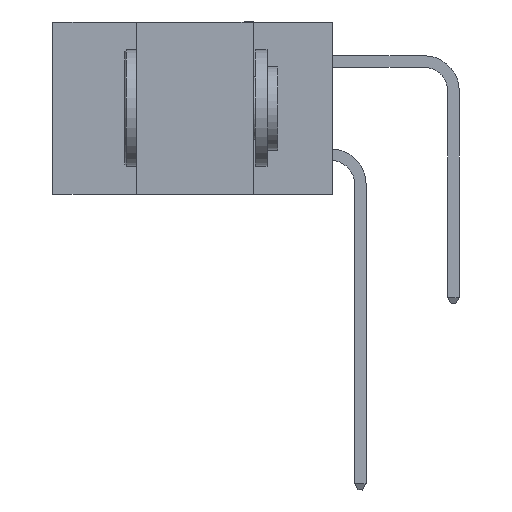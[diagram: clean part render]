
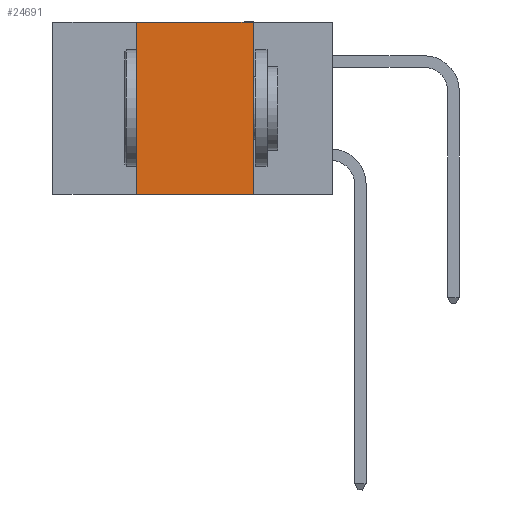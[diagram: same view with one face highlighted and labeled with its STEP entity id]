
A CAD part, left-side view. The second image highlights one B-rep face of the part: STEP entity #24691.
In plain terms, the highlighted planar face has unit normal (-1, 0, 0).
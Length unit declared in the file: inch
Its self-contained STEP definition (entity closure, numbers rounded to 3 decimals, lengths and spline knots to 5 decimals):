
#1165 = VERTEX_POINT ( 'NONE', #15524 ) ;
#1336 = DIRECTION ( 'NONE',  ( 0., 0., -1. ) ) ;
#1522 = ORIENTED_EDGE ( 'NONE', *, *, #2273, .F. ) ;
#1715 = CARTESIAN_POINT ( 'NONE',  ( 0., 0.17, -0.37 ) ) ;
#2273 = EDGE_CURVE ( 'NONE', #4754, #10137, #23815, .T. ) ;
#3456 = ORIENTED_EDGE ( 'NONE', *, *, #13976, .F. ) ;
#4730 = VERTEX_POINT ( 'NONE', #6688 ) ;
#4754 = VERTEX_POINT ( 'NONE', #20494 ) ;
#5295 = CARTESIAN_POINT ( 'NONE',  ( 0., 0.6, 0. ) ) ;
#6256 = LINE ( 'NONE', #22255, #10281 ) ;
#6467 = VECTOR ( 'NONE', #13170, 39.37008 ) ;
#6688 = CARTESIAN_POINT ( 'NONE',  ( 0., 0.42, 0. ) ) ;
#9363 = DIRECTION ( 'NONE',  ( 0., -1., 0. ) ) ;
#9417 = CARTESIAN_POINT ( 'NONE',  ( 0., 0.17, 0. ) ) ;
#10047 = FACE_OUTER_BOUND ( 'NONE', #13278, .T. ) ;
#10137 = VERTEX_POINT ( 'NONE', #1715 ) ;
#10281 = VECTOR ( 'NONE', #17633, 39.37008 ) ;
#12034 = EDGE_CURVE ( 'NONE', #1165, #4730, #6256, .T. ) ;
#12433 = ORIENTED_EDGE ( 'NONE', *, *, #12034, .F. ) ;
#13166 = DIRECTION ( 'NONE',  ( 1., 0., 0. ) ) ;
#13170 = DIRECTION ( 'NONE',  ( 0., -1., 0. ) ) ;
#13261 = CARTESIAN_POINT ( 'NONE',  ( 0., 0.6, -0.37 ) ) ;
#13278 = EDGE_LOOP ( 'NONE', ( #1522, #3456, #12433, #25061 ) ) ;
#13293 = VECTOR ( 'NONE', #15132, 39.37008 ) ;
#13976 = EDGE_CURVE ( 'NONE', #4730, #4754, #22289, .T. ) ;
#15132 = DIRECTION ( 'NONE',  ( 0., 0., -1. ) ) ;
#15524 = CARTESIAN_POINT ( 'NONE',  ( 0., 0.42, -0.37 ) ) ;
#15990 = EDGE_CURVE ( 'NONE', #1165, #10137, #18180, .T. ) ;
#17038 = PLANE ( 'NONE',  #19005 ) ;
#17525 = VECTOR ( 'NONE', #9363, 39.37008 ) ;
#17633 = DIRECTION ( 'NONE',  ( 0., 0., 1. ) ) ;
#18180 = LINE ( 'NONE', #13261, #17525 ) ;
#19005 = AXIS2_PLACEMENT_3D ( 'NONE', #24937, #13166, #1336 ) ;
#20494 = CARTESIAN_POINT ( 'NONE',  ( 0., 0.17, 0. ) ) ;
#22255 = CARTESIAN_POINT ( 'NONE',  ( 0., 0.42, 0. ) ) ;
#22289 = LINE ( 'NONE', #5295, #6467 ) ;
#23815 = LINE ( 'NONE', #9417, #13293 ) ;
#24691 = ADVANCED_FACE ( 'NONE', ( #10047 ), #17038, .F. ) ;
#24937 = CARTESIAN_POINT ( 'NONE',  ( 0., 0.6, 0. ) ) ;
#25061 = ORIENTED_EDGE ( 'NONE', *, *, #15990, .T. ) ;
